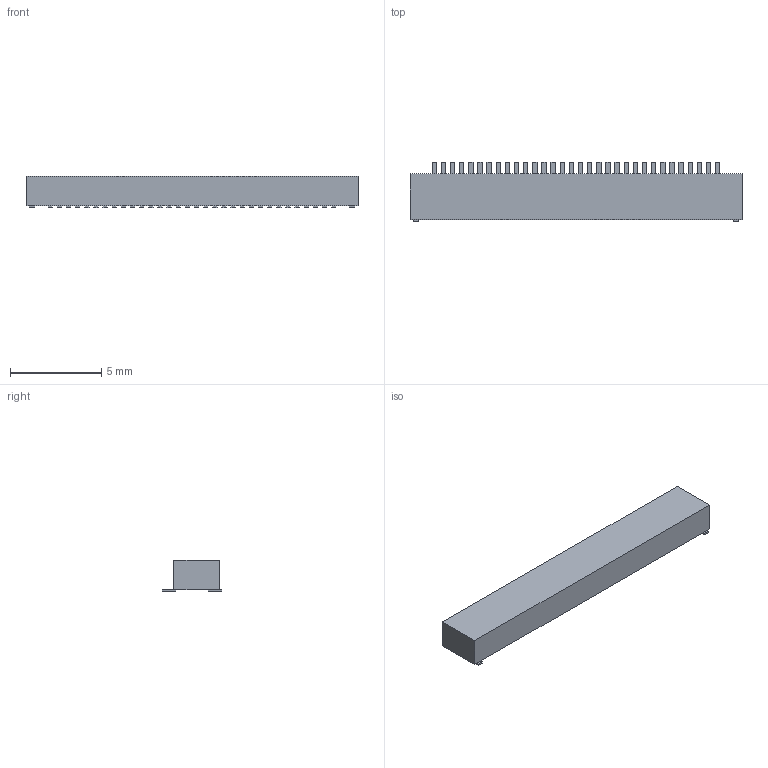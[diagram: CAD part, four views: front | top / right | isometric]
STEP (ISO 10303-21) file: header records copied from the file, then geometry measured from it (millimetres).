
FILE_DESCRIPTION(('FreeCAD Model'),'2;1');
FILE_NAME('1842532.1.6.stp','2021-03-18T17:17:12',( 'Author'),(''),'Open CASCADE STEP processor 6.9','FreeCAD','Unknown' );
FILE_SCHEMA(('AUTOMOTIVE_DESIGN { 1 0 10303 214 1 1 1 1 }'));
Length unit declared in the file: millimetre
Products named in the file (3): ASSEMBLY; Body; Pins
Assembly tree (2 placements, depth 2):
  ASSEMBLY
    Body
    Pins
Bounding box: 18.15 x 3.23 x 1.7 mm (x, y, z)
Volume: 73.2 mm3; surface area: 175.8 mm2
Topology: 35 solids, 35 shells, 210 faces, 420 edges, 280 vertices
Faces by surface type: plane 210
Entity records: 11081 total; most frequent: CARTESIAN_POINT 1753, DIRECTION 1686, LINE 1260, VECTOR 1260, ORIENTED_EDGE 840, PCURVE 840, DEFINITIONAL_REPRESENTATION 840, EDGE_CURVE 420
